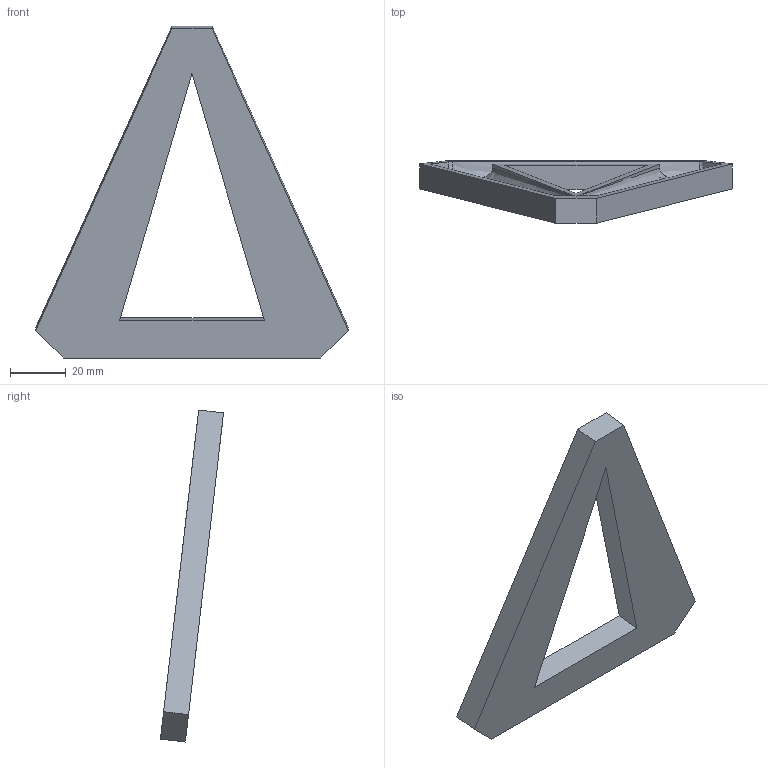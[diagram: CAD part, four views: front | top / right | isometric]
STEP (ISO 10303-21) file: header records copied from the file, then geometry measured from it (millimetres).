
FILE_DESCRIPTION (( 'STEP AP214' ), '1' );
FILE_NAME ('two_finger_gel_mold.STEP', '2025-03-10T22:38:48', ( '' ), ( '' ), 'SwSTEP 2.0', 'SolidWorks 2024', '' );
FILE_SCHEMA (( 'AUTOMOTIVE_DESIGN' ));
Length unit declared in the file: inch
Products named in the file (1): two_finger_gel_mold
Bounding box: 112.16 x 22.64 x 119.15 mm (x, y, z)
Volume: 35583.3 mm3; surface area: 18480.3 mm2
Topology: 1 solids, 1 shells, 45 faces, 126 edges, 80 vertices
Faces by surface type: plane 22, bspline 18, cylinder 5
Entity records: 2754 total; most frequent: CARTESIAN_POINT 1777, ORIENTED_EDGE 248, EDGE_CURVE 124, DIRECTION 118, VERTEX_POINT 80, B_SPLINE_CURVE_WITH_KNOTS 64, LINE 54, VECTOR 54
